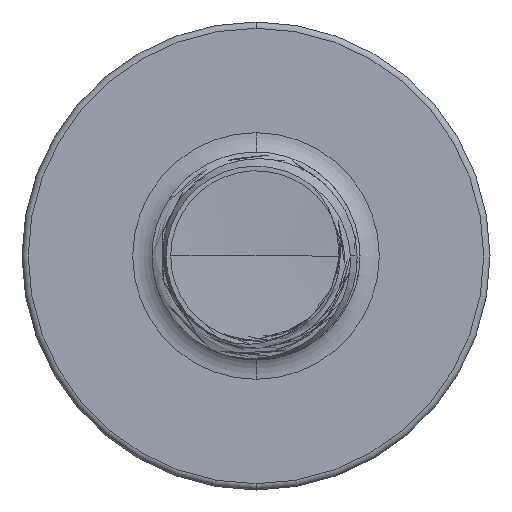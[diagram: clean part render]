
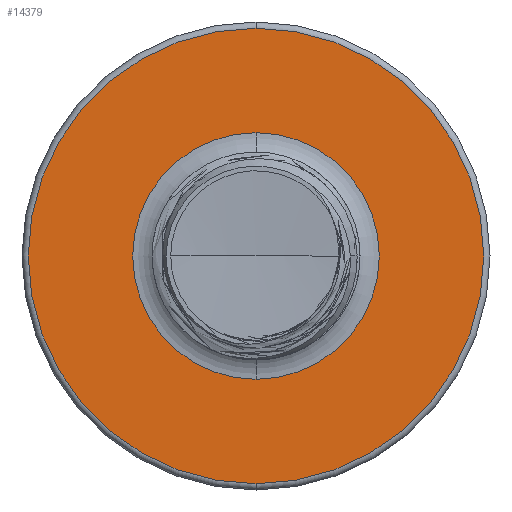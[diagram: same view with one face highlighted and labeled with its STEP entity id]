
A CAD part, front view. The second image highlights one B-rep face of the part: STEP entity #14379.
In plain terms, the highlighted planar face has unit normal (0, -1, 0).
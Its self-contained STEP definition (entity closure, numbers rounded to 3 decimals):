
#1132 = VERTEX_POINT ( 'NONE', #5462 ) ;
#1925 = VERTEX_POINT ( 'NONE', #21205 ) ;
#2412 = VERTEX_POINT ( 'NONE', #18743 ) ;
#2518 = EDGE_CURVE ( 'NONE', #1132, #1925, #17549, .T. ) ;
#3776 = ORIENTED_EDGE ( 'NONE', *, *, #16668, .T. ) ;
#3780 = AXIS2_PLACEMENT_3D ( 'NONE', #15172, #16917, #6880 ) ;
#3828 = DIRECTION ( 'NONE',  ( 0., 0., 1. ) ) ;
#3845 = DIRECTION ( 'NONE',  ( 0., 1., 0. ) ) ;
#3850 = CARTESIAN_POINT ( 'NONE',  ( 0., 7.5, 0. ) ) ;
#4624 = CARTESIAN_POINT ( 'NONE',  ( 0., 7.5, -2.371 ) ) ;
#5462 = CARTESIAN_POINT ( 'NONE',  ( 0., 7.5, -4.38 ) ) ;
#5829 = FACE_BOUND ( 'NONE', #20248, .T. ) ;
#6213 = EDGE_CURVE ( 'NONE', #1925, #1132, #12593, .T. ) ;
#6552 = EDGE_LOOP ( 'NONE', ( #10034, #9432 ) ) ;
#6880 = DIRECTION ( 'NONE',  ( 0., 0., 1. ) ) ;
#7118 = CIRCLE ( 'NONE', #13653, 2.371 ) ;
#7584 = CARTESIAN_POINT ( 'NONE',  ( 0., 7.5, 0. ) ) ;
#9272 = DIRECTION ( 'NONE',  ( 0., 0., 1. ) ) ;
#9432 = ORIENTED_EDGE ( 'NONE', *, *, #2518, .F. ) ;
#9558 = DIRECTION ( 'NONE',  ( 0., 1., 0. ) ) ;
#10034 = ORIENTED_EDGE ( 'NONE', *, *, #6213, .F. ) ;
#10416 = AXIS2_PLACEMENT_3D ( 'NONE', #3850, #3845, #3828 ) ;
#11845 = AXIS2_PLACEMENT_3D ( 'NONE', #7584, #19350, #9272 ) ;
#12593 = CIRCLE ( 'NONE', #10416, 4.38 ) ;
#13653 = AXIS2_PLACEMENT_3D ( 'NONE', #19639, #9558, #21374 ) ;
#14379 = ADVANCED_FACE ( 'NONE', ( #18680, #5829 ), #16693, .F. ) ;
#15172 = CARTESIAN_POINT ( 'NONE',  ( 0., 7.5, 4.38 ) ) ;
#16303 = CIRCLE ( 'NONE', #11845, 2.371 ) ;
#16668 = EDGE_CURVE ( 'NONE', #17076, #2412, #16303, .T. ) ;
#16693 = PLANE ( 'NONE',  #3780 ) ;
#16917 = DIRECTION ( 'NONE',  ( 0., 1., 0. ) ) ;
#17076 = VERTEX_POINT ( 'NONE', #4624 ) ;
#17549 = CIRCLE ( 'NONE', #19537, 4.38 ) ;
#18221 = EDGE_CURVE ( 'NONE', #2412, #17076, #7118, .T. ) ;
#18548 = DIRECTION ( 'NONE',  ( 0., 0., 1. ) ) ;
#18566 = DIRECTION ( 'NONE',  ( 0., 1., 0. ) ) ;
#18571 = CARTESIAN_POINT ( 'NONE',  ( 0., 7.5, 0. ) ) ;
#18680 = FACE_OUTER_BOUND ( 'NONE', #6552, .T. ) ;
#18743 = CARTESIAN_POINT ( 'NONE',  ( 0., 7.5, 2.371 ) ) ;
#19160 = ORIENTED_EDGE ( 'NONE', *, *, #18221, .T. ) ;
#19350 = DIRECTION ( 'NONE',  ( 0., 1., 0. ) ) ;
#19537 = AXIS2_PLACEMENT_3D ( 'NONE', #18571, #18566, #18548 ) ;
#19639 = CARTESIAN_POINT ( 'NONE',  ( 0., 7.5, 0. ) ) ;
#20248 = EDGE_LOOP ( 'NONE', ( #19160, #3776 ) ) ;
#21205 = CARTESIAN_POINT ( 'NONE',  ( 0., 7.5, 4.38 ) ) ;
#21374 = DIRECTION ( 'NONE',  ( 0., 0., 1. ) ) ;
